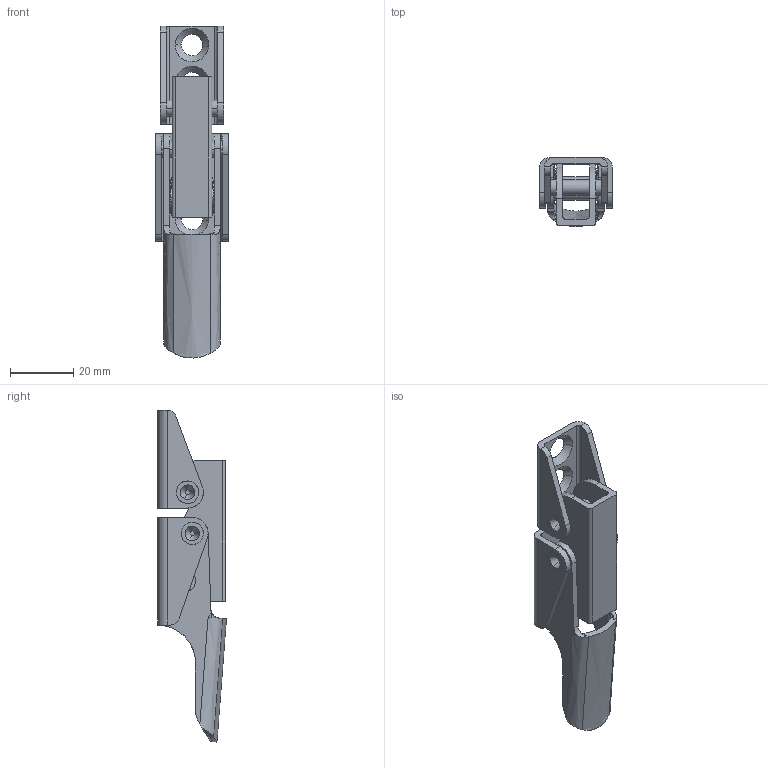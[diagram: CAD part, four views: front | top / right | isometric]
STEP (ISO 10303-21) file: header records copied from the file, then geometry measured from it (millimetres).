
FILE_DESCRIPTION((''),'2;1');
FILE_NAME('','2005-07-15T14:34:41',(''),(''),'','CADfix','');
FILE_SCHEMA(('AUTOMOTIVE_DESIGN'));
Length unit declared in the file: millimetre
Products named in the file (9): washer; shaft_C; shaft_B; shaft_A; lever; keeper; hook; base; TL_162_18438_36
Assembly tree (9 placements, depth 2):
  TL_162_18438_36
    washer  x2
    shaft_C
    shaft_B
    shaft_A
    lever
    keeper
    hook
    base
Bounding box: 23 x 21.81 x 105 mm (x, y, z)
Volume: 12157.2 mm3; surface area: 14813.1 mm2
Topology: 9 solids, 9 shells, 228 faces, 755 edges, 543 vertices
Faces by surface type: bspline 228
Entity records: 9882 total; most frequent: CARTESIAN_POINT 5797, ORIENTED_EDGE 1450, EDGE_CURVE 725, VERTEX_POINT 525, QUASI_UNIFORM_CURVE 271, EDGE_LOOP 258, FACE_OUTER_BOUND 222, ADVANCED_FACE 222
